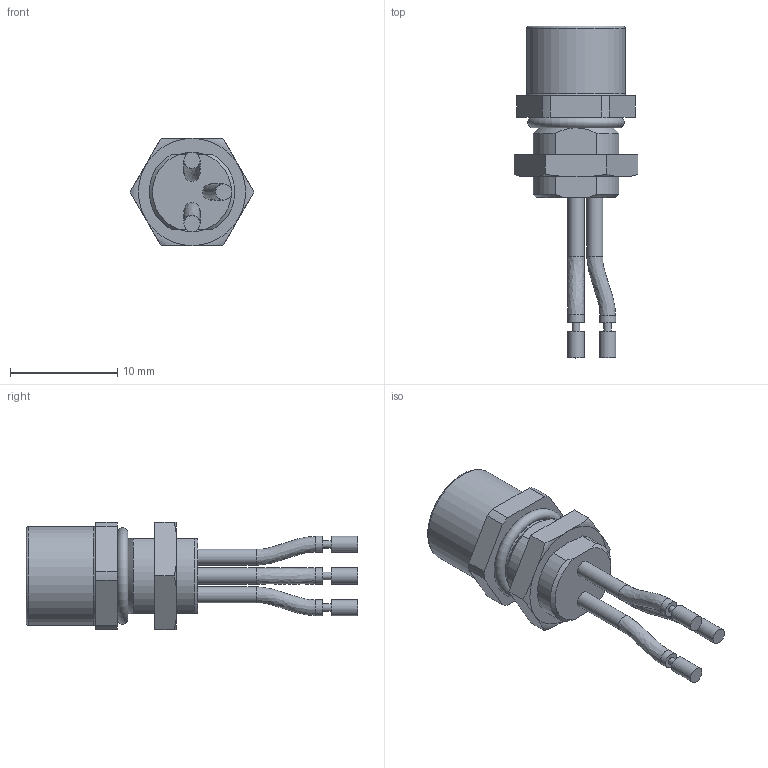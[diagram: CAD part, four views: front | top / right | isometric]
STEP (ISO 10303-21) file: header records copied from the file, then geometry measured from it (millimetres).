
FILE_DESCRIPTION(/* description */ (''),/* implementation_level */ '2;1');
FILE_NAME(/* name */ 'AL-FVM8KUA3-m_M8_stp.stp',/* time_stamp */ '2016-11-23T14:07:56+01:00',/* author */ (''),/* organization */ (''),/* preprocessor_version */ 'ST-DEVELOPER v16',/* originating_system */ 'SIEMENS PLM Software NX 10.0',/* authorisation */ '');
FILE_SCHEMA (('AUTOMOTIVE_DESIGN { 1 0 10303 214 3 1 1 1 }'));
Length unit declared in the file: millimetre
Products named in the file (1): osen076813A039la
Bounding box: 11.55 x 30.95 x 10 mm (x, y, z)
Volume: 1029.2 mm3; surface area: 1291.3 mm2
Topology: 3 solids, 3 shells, 85 faces, 199 edges, 130 vertices
Faces by surface type: plane 34, cylinder 31, torus 12, cone 5, bspline 3
Full cylindrical faces by diameter (mm): 0.7 x3, 1.1 x3, 1.5 x9, 5.7 x1, 7 x1, 7.2 x1, 9.2 x1
Entity records: 2394 total; most frequent: CARTESIAN_POINT 587, DIRECTION 376, ORIENTED_EDGE 308, AXIS2_PLACEMENT_3D 159, EDGE_CURVE 154, EDGE_LOOP 128, VERTEX_POINT 116, FACE_BOUND 88
